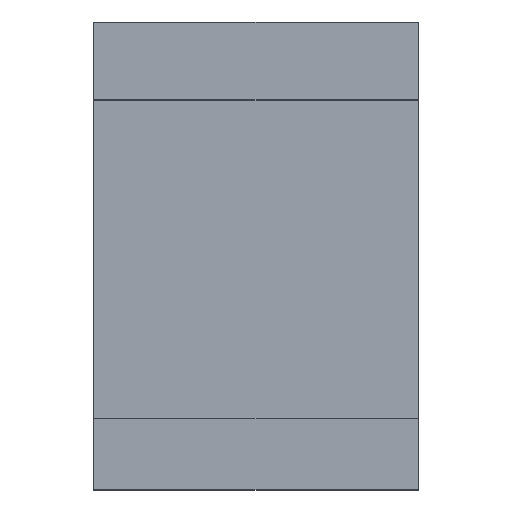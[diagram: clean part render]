
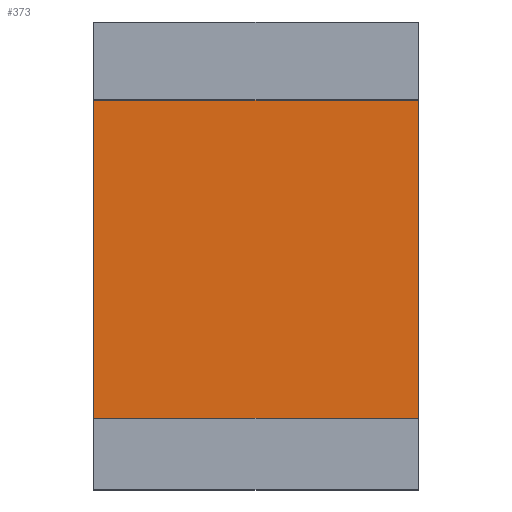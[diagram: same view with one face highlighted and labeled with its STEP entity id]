
A CAD part, top view. The second image highlights one B-rep face of the part: STEP entity #373.
In plain terms, the highlighted planar face has unit normal (0, 0, 1).
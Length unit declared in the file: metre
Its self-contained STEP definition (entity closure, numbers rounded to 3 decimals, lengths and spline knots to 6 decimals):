
#24=ORIENTED_EDGE('',*,*,#127,.T.);
#25=ORIENTED_EDGE('',*,*,#128,.F.);
#26=ORIENTED_EDGE('',*,*,#129,.F.);
#27=ORIENTED_EDGE('',*,*,#126,.T.);
#126=EDGE_CURVE('',#175,#177,#210,.T.);
#127=EDGE_CURVE('',#177,#178,#211,.T.);
#128=EDGE_CURVE('',#179,#178,#212,.T.);
#129=EDGE_CURVE('',#175,#179,#213,.T.);
#175=VERTEX_POINT('',#544);
#177=VERTEX_POINT('',#548);
#178=VERTEX_POINT('',#552);
#179=VERTEX_POINT('',#554);
#210=LINE('',#549,#262);
#211=LINE('',#551,#263);
#212=LINE('',#553,#264);
#213=LINE('',#555,#265);
#262=VECTOR('',#445,1.);
#263=VECTOR('',#448,1.);
#264=VECTOR('',#449,1.);
#265=VECTOR('',#450,1.);
#307=EDGE_LOOP('',(#24,#25,#26,#27));
#329=FACE_BOUND('',#307,.T.);
#351=PLANE('',#408);
#373=ADVANCED_FACE('',(#329),#351,.F.);
#408=AXIS2_PLACEMENT_3D('',#550,#446,#447);
#445=DIRECTION('',(-1.,0.,0.));
#446=DIRECTION('',(0.,0.,-1.));
#447=DIRECTION('',(0.,1.,0.));
#448=DIRECTION('',(0.,-1.,0.));
#449=DIRECTION('',(-1.,0.,0.));
#450=DIRECTION('',(0.,-1.,0.));
#544=CARTESIAN_POINT('',(-0.0125,0.0175,-0.0035));
#548=CARTESIAN_POINT('',(-0.0375,0.0175,-0.0035));
#549=CARTESIAN_POINT('',(-0.0125,0.0175,-0.0035));
#550=CARTESIAN_POINT('',(-0.0125,0.00525,-0.0035));
#551=CARTESIAN_POINT('',(-0.0375,0.00525,-0.0035));
#552=CARTESIAN_POINT('',(-0.0375,-0.007,-0.0035));
#553=CARTESIAN_POINT('',(-0.0125,-0.007,-0.0035));
#554=CARTESIAN_POINT('',(-0.0125,-0.007,-0.0035));
#555=CARTESIAN_POINT('',(-0.0125,0.00525,-0.0035));
